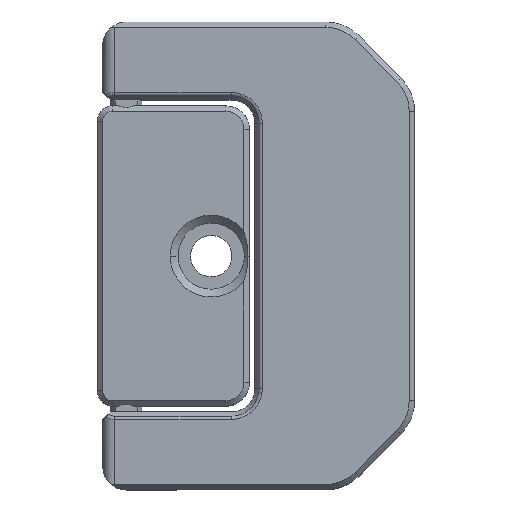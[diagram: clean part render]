
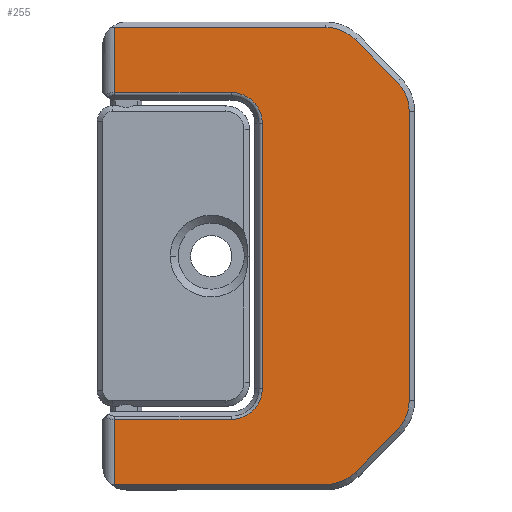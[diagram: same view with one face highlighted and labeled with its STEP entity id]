
A CAD part, top view. The second image highlights one B-rep face of the part: STEP entity #255.
In plain terms, the highlighted planar face has unit normal (0, 0, 1).
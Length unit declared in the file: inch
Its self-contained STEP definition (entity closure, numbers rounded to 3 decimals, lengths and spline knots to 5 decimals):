
#50 = EDGE_CURVE ( 'NONE', #2793, #2560, #2933, .T. ) ;
#51 = DIRECTION ( 'NONE',  ( -0.703, 0.712, 0. ) ) ;
#67 = CARTESIAN_POINT ( 'NONE',  ( 1.15478, 0.05694, 2.09655 ) ) ;
#90 = DIRECTION ( 'NONE',  ( -1., 0., 0. ) ) ;
#121 = LINE ( 'NONE', #3825, #434 ) ;
#125 = VERTEX_POINT ( 'NONE', #67 ) ;
#131 = CARTESIAN_POINT ( 'NONE',  ( 1.36709, 0.272, 2.09655 ) ) ;
#152 = AXIS2_PLACEMENT_3D ( 'NONE', #157, #430, #3141 ) ;
#157 = CARTESIAN_POINT ( 'NONE',  ( 1.2186, 1.87822, 2.09655 ) ) ;
#179 = EDGE_CURVE ( 'NONE', #1482, #2586, #2080, .T. ) ;
#255 = ADVANCED_FACE ( 'NONE', ( #3047 ), #2177, .F. ) ;
#264 = DIRECTION ( 'NONE',  ( -1., 0., 0. ) ) ;
#292 = AXIS2_PLACEMENT_3D ( 'NONE', #2732, #3951, #3105 ) ;
#317 = EDGE_CURVE ( 'NONE', #2011, #2813, #2509, .T. ) ;
#354 = CARTESIAN_POINT ( 'NONE',  ( 0.68555, 0.47911, 2.09655 ) ) ;
#356 = DIRECTION ( 'NONE',  ( -1., 0., 0. ) ) ;
#359 = CARTESIAN_POINT ( 'NONE',  ( 0.52963, 1.8177, 2.09655 ) ) ;
#365 = LINE ( 'NONE', #1583, #1342 ) ;
#373 = LINE ( 'NONE', #1595, #2696 ) ;
#430 = DIRECTION ( 'NONE',  ( 0., 0., 1. ) ) ;
#434 = VECTOR ( 'NONE', #3494, 39.37008 ) ;
#530 = EDGE_CURVE ( 'NONE', #1263, #1495, #675, .T. ) ;
#635 = CARTESIAN_POINT ( 'NONE',  ( -0.06092, 0.32319, 2.09655 ) ) ;
#649 = CARTESIAN_POINT ( 'NONE',  ( 1.15478, 2.23987, 2.09655 ) ) ;
#675 = LINE ( 'NONE', #1328, #2029 ) ;
#688 = ORIENTED_EDGE ( 'NONE', *, *, #2925, .T. ) ;
#701 = AXIS2_PLACEMENT_3D ( 'NONE', #2792, #2490, #3689 ) ;
#702 = ORIENTED_EDGE ( 'NONE', *, *, #1128, .T. ) ;
#749 = CARTESIAN_POINT ( 'NONE',  ( 1.2186, 0.41859, 2.09655 ) ) ;
#756 = VERTEX_POINT ( 'NONE', #2781 ) ;
#772 = DIRECTION ( 'NONE',  ( -1., 0., 0. ) ) ;
#807 = ORIENTED_EDGE ( 'NONE', *, *, #2384, .T. ) ;
#819 = ORIENTED_EDGE ( 'NONE', *, *, #179, .T. ) ;
#879 = EDGE_CURVE ( 'NONE', #1495, #1693, #3767, .T. ) ;
#920 = EDGE_CURVE ( 'NONE', #3324, #2793, #365, .T. ) ;
#935 = CARTESIAN_POINT ( 'NONE',  ( 1.42726, 0.41859, 2.09655 ) ) ;
#936 = AXIS2_PLACEMENT_3D ( 'NONE', #359, #2272, #90 ) ;
#987 = CIRCLE ( 'NONE', #3743, 0.20865 ) ;
#1006 = CARTESIAN_POINT ( 'NONE',  ( 1.36709, 2.02481, 2.09655 ) ) ;
#1013 = ORIENTED_EDGE ( 'NONE', *, *, #3807, .T. ) ;
#1031 = CARTESIAN_POINT ( 'NONE',  ( 1.36709, 0.272, 2.09655 ) ) ;
#1033 = VERTEX_POINT ( 'NONE', #635 ) ;
#1082 = LINE ( 'NONE', #1711, #2071 ) ;
#1097 = EDGE_CURVE ( 'NONE', #2813, #125, #987, .T. ) ;
#1128 = EDGE_CURVE ( 'NONE', #1033, #2011, #3651, .T. ) ;
#1134 = VECTOR ( 'NONE', #2199, 39.37008 ) ;
#1164 = CARTESIAN_POINT ( 'NONE',  ( 0.52963, 1.97362, 2.09655 ) ) ;
#1203 = CARTESIAN_POINT ( 'NONE',  ( 0.52963, 0.32319, 2.09655 ) ) ;
#1263 = VERTEX_POINT ( 'NONE', #2935 ) ;
#1264 = CARTESIAN_POINT ( 'NONE',  ( -0.06092, 2.30194, 2.09655 ) ) ;
#1328 = CARTESIAN_POINT ( 'NONE',  ( 0.68555, 0.47911, 2.09655 ) ) ;
#1342 = VECTOR ( 'NONE', #1913, 39.37008 ) ;
#1404 = CIRCLE ( 'NONE', #2105, 0.20865 ) ;
#1408 = ORIENTED_EDGE ( 'NONE', *, *, #1514, .T. ) ;
#1440 = ORIENTED_EDGE ( 'NONE', *, *, #530, .T. ) ;
#1482 = VERTEX_POINT ( 'NONE', #1264 ) ;
#1495 = VERTEX_POINT ( 'NONE', #354 ) ;
#1514 = EDGE_CURVE ( 'NONE', #2145, #756, #3658, .T. ) ;
#1583 = CARTESIAN_POINT ( 'NONE',  ( 1.42726, 1.87822, 2.09655 ) ) ;
#1595 = CARTESIAN_POINT ( 'NONE',  ( -0.00187, 2.30194, 2.09655 ) ) ;
#1600 = CARTESIAN_POINT ( 'NONE',  ( 1.15478, 2.23987, 2.09655 ) ) ;
#1644 = EDGE_CURVE ( 'NONE', #125, #2936, #2905, .T. ) ;
#1693 = VERTEX_POINT ( 'NONE', #1203 ) ;
#1711 = CARTESIAN_POINT ( 'NONE',  ( -0.06092, 0.32319, 2.09655 ) ) ;
#1726 = DIRECTION ( 'NONE',  ( 0., -1., 0. ) ) ;
#1797 = ORIENTED_EDGE ( 'NONE', *, *, #3801, .T. ) ;
#1856 = VECTOR ( 'NONE', #2602, 39.37008 ) ;
#1913 = DIRECTION ( 'NONE',  ( 0., 1., 0. ) ) ;
#1951 = CARTESIAN_POINT ( 'NONE',  ( 0.52963, 0.47911, 2.09655 ) ) ;
#1957 = DIRECTION ( 'NONE',  ( 0., -1., 0. ) ) ;
#1967 = ORIENTED_EDGE ( 'NONE', *, *, #2628, .T. ) ;
#2011 = VERTEX_POINT ( 'NONE', #2036 ) ;
#2029 = VECTOR ( 'NONE', #1957, 39.37008 ) ;
#2036 = CARTESIAN_POINT ( 'NONE',  ( -0.06092, -0.00513, 2.09655 ) ) ;
#2053 = VECTOR ( 'NONE', #51, 39.37008 ) ;
#2071 = VECTOR ( 'NONE', #2954, 39.37008 ) ;
#2074 = VERTEX_POINT ( 'NONE', #1164 ) ;
#2080 = LINE ( 'NONE', #2679, #3233 ) ;
#2105 = AXIS2_PLACEMENT_3D ( 'NONE', #749, #2320, #772 ) ;
#2135 = CARTESIAN_POINT ( 'NONE',  ( -0.06092, 0.08541, 2.09655 ) ) ;
#2145 = VERTEX_POINT ( 'NONE', #649 ) ;
#2177 = PLANE ( 'NONE',  #292 ) ;
#2199 = DIRECTION ( 'NONE',  ( 1., 0., 0. ) ) ;
#2211 = DIRECTION ( 'NONE',  ( 0., 0., -1. ) ) ;
#2239 = EDGE_LOOP ( 'NONE', ( #819, #1013, #3293, #1440, #3022, #807, #702, #2953, #2687, #2594, #1797, #3382, #3226, #688, #1408, #1967 ) ) ;
#2272 = DIRECTION ( 'NONE',  ( 0., 0., -1. ) ) ;
#2320 = DIRECTION ( 'NONE',  ( 0., 0., 1. ) ) ;
#2384 = EDGE_CURVE ( 'NONE', #1693, #1033, #1082, .T. ) ;
#2490 = DIRECTION ( 'NONE',  ( 0., 0., 1. ) ) ;
#2509 = LINE ( 'NONE', #3707, #1134 ) ;
#2534 = CARTESIAN_POINT ( 'NONE',  ( -0.06092, 1.97362, 2.09655 ) ) ;
#2553 = VECTOR ( 'NONE', #1726, 39.37008 ) ;
#2560 = VERTEX_POINT ( 'NONE', #1006 ) ;
#2586 = VERTEX_POINT ( 'NONE', #2534 ) ;
#2594 = ORIENTED_EDGE ( 'NONE', *, *, #1644, .T. ) ;
#2602 = DIRECTION ( 'NONE',  ( 0.703, 0.712, 0. ) ) ;
#2628 = EDGE_CURVE ( 'NONE', #756, #1482, #373, .T. ) ;
#2646 = CIRCLE ( 'NONE', #936, 0.15592 ) ;
#2679 = CARTESIAN_POINT ( 'NONE',  ( -0.06092, 1.96337, 2.09655 ) ) ;
#2687 = ORIENTED_EDGE ( 'NONE', *, *, #1097, .T. ) ;
#2696 = VECTOR ( 'NONE', #356, 39.37008 ) ;
#2697 = DIRECTION ( 'NONE',  ( 0., -1., 0. ) ) ;
#2732 = CARTESIAN_POINT ( 'NONE',  ( -0.16122, 2.32951, 2.09655 ) ) ;
#2781 = CARTESIAN_POINT ( 'NONE',  ( 1.00629, 2.30194, 2.09655 ) ) ;
#2792 = CARTESIAN_POINT ( 'NONE',  ( 1.00629, 2.09329, 2.09655 ) ) ;
#2793 = VERTEX_POINT ( 'NONE', #2930 ) ;
#2798 = LINE ( 'NONE', #1600, #2053 ) ;
#2813 = VERTEX_POINT ( 'NONE', #3855 ) ;
#2905 = LINE ( 'NONE', #131, #1856 ) ;
#2925 = EDGE_CURVE ( 'NONE', #2560, #2145, #2798, .T. ) ;
#2930 = CARTESIAN_POINT ( 'NONE',  ( 1.42726, 1.87822, 2.09655 ) ) ;
#2933 = CIRCLE ( 'NONE', #152, 0.20865 ) ;
#2935 = CARTESIAN_POINT ( 'NONE',  ( 0.68555, 1.8177, 2.09655 ) ) ;
#2936 = VERTEX_POINT ( 'NONE', #1031 ) ;
#2938 = EDGE_CURVE ( 'NONE', #2074, #1263, #2646, .T. ) ;
#2953 = ORIENTED_EDGE ( 'NONE', *, *, #317, .T. ) ;
#2954 = DIRECTION ( 'NONE',  ( -1., 0., 0. ) ) ;
#3022 = ORIENTED_EDGE ( 'NONE', *, *, #879, .T. ) ;
#3027 = DIRECTION ( 'NONE',  ( 0., 0., 1. ) ) ;
#3047 = FACE_OUTER_BOUND ( 'NONE', #2239, .T. ) ;
#3105 = DIRECTION ( 'NONE',  ( -1., 0., 0. ) ) ;
#3141 = DIRECTION ( 'NONE',  ( -1., 0., 0. ) ) ;
#3226 = ORIENTED_EDGE ( 'NONE', *, *, #50, .T. ) ;
#3233 = VECTOR ( 'NONE', #2697, 39.37008 ) ;
#3269 = AXIS2_PLACEMENT_3D ( 'NONE', #1951, #2211, #3453 ) ;
#3293 = ORIENTED_EDGE ( 'NONE', *, *, #2938, .T. ) ;
#3324 = VERTEX_POINT ( 'NONE', #935 ) ;
#3374 = CARTESIAN_POINT ( 'NONE',  ( 1.00629, 0.20352, 2.09655 ) ) ;
#3382 = ORIENTED_EDGE ( 'NONE', *, *, #920, .T. ) ;
#3453 = DIRECTION ( 'NONE',  ( -1., 0., 0. ) ) ;
#3494 = DIRECTION ( 'NONE',  ( 1., 0., 0. ) ) ;
#3651 = LINE ( 'NONE', #2135, #2553 ) ;
#3658 = CIRCLE ( 'NONE', #701, 0.20865 ) ;
#3689 = DIRECTION ( 'NONE',  ( -1., 0., 0. ) ) ;
#3707 = CARTESIAN_POINT ( 'NONE',  ( 1.00629, -0.00513, 2.09655 ) ) ;
#3743 = AXIS2_PLACEMENT_3D ( 'NONE', #3374, #3027, #264 ) ;
#3767 = CIRCLE ( 'NONE', #3269, 0.15592 ) ;
#3801 = EDGE_CURVE ( 'NONE', #2936, #3324, #1404, .T. ) ;
#3807 = EDGE_CURVE ( 'NONE', #2586, #2074, #121, .T. ) ;
#3825 = CARTESIAN_POINT ( 'NONE',  ( 0.52963, 1.97362, 2.09655 ) ) ;
#3855 = CARTESIAN_POINT ( 'NONE',  ( 1.00629, -0.00513, 2.09655 ) ) ;
#3951 = DIRECTION ( 'NONE',  ( 0., 0., -1. ) ) ;
